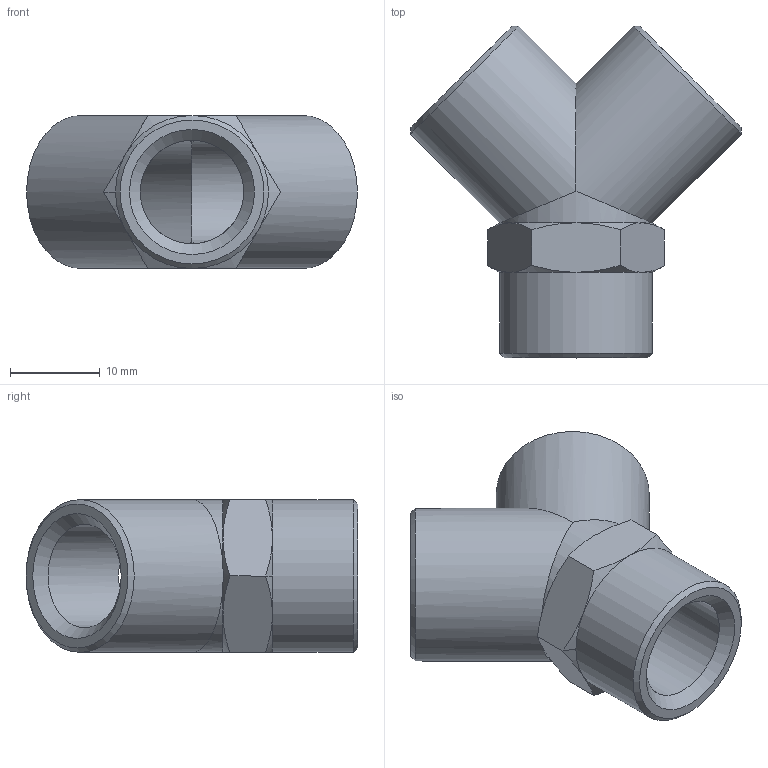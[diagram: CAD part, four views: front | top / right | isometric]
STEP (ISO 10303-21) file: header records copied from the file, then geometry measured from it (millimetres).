
FILE_DESCRIPTION (( 'STEP AP214' ), '1' );
FILE_NAME ('0601000010300A.STEP', '2013-08-07T15:01:57', ( 'ST01' ), ( '' ), 'SwSTEP 2.0', 'SolidWorks 2012', '' );
FILE_SCHEMA (( 'AUTOMOTIVE_DESIGN' ));
Length unit declared in the file: millimetre
Products named in the file (1): 0601000010300A
Bounding box: 36.77 x 36.88 x 17 mm (x, y, z)
Volume: 5690.2 mm3; surface area: 4413.7 mm2
Topology: 1 solids, 1 shells, 40 faces, 94 edges, 55 vertices
Faces by surface type: cone 19, plane 11, cylinder 10
Full cylindrical faces by diameter (mm): 11.5 x3, 17 x3
Entity records: 1146 total; most frequent: CARTESIAN_POINT 347, ORIENTED_EDGE 156, DIRECTION 147, EDGE_CURVE 78, AXIS2_PLACEMENT_3D 70, EDGE_LOOP 55, VERTEX_POINT 51, FACE_OUTER_BOUND 46
